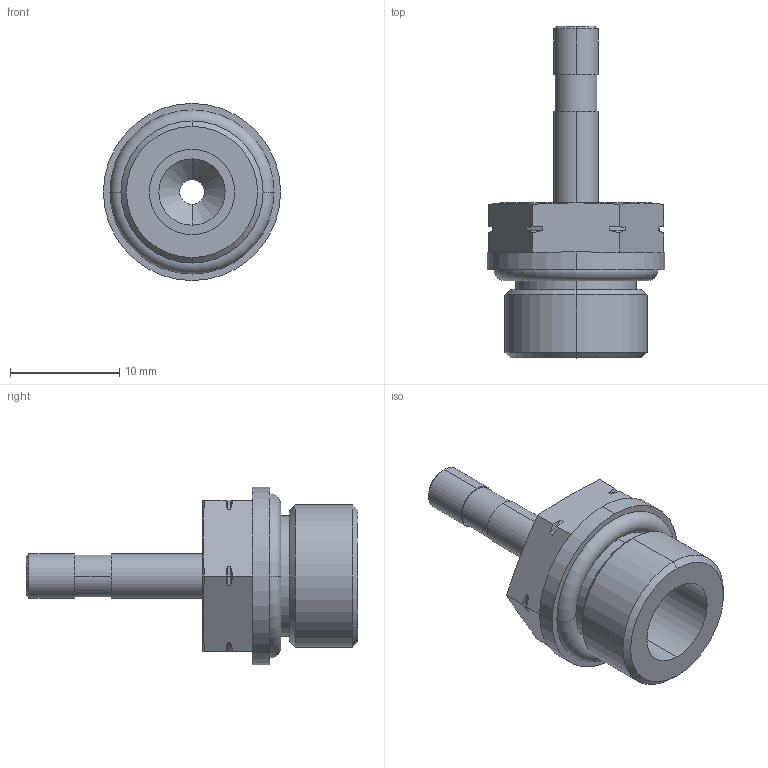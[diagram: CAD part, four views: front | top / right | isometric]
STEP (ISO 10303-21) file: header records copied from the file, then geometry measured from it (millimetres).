
FILE_DESCRIPTION (( 'STEP AP203' ), '1' );
FILE_NAME ('SA532-14N.step', '2016-02-15T19:55:18', ( '' ), ( '' ), 'SwSTEP 2.0', 'SolidWorks 2015', '' );
FILE_SCHEMA (( 'CONFIG_CONTROL_DESIGN' ));
Length unit declared in the file: millimetre
Products named in the file (1): SA532-14N
Bounding box: 16.2 x 30.35 x 16.2 mm (x, y, z)
Volume: 1741.6 mm3; surface area: 1954.2 mm2
Topology: 2 solids, 2 shells, 66 faces, 154 edges, 97 vertices
Faces by surface type: cone 24, cylinder 23, plane 15, torus 4
Entity records: 2008 total; most frequent: CARTESIAN_POINT 416, DIRECTION 323, ORIENTED_EDGE 308, EDGE_CURVE 154, AXIS2_PLACEMENT_3D 132, VERTEX_POINT 97, EDGE_LOOP 75, FACE_OUTER_BOUND 66
